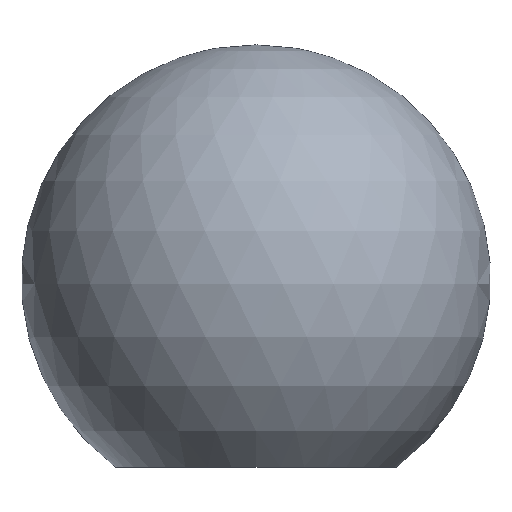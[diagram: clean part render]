
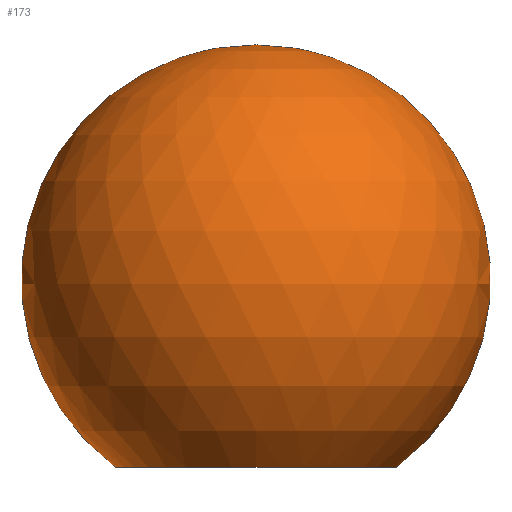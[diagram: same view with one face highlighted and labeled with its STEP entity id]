
A CAD part, front view. The second image highlights one B-rep face of the part: STEP entity #173.
In plain terms, the highlighted spherical face has radius 12.5 mm.
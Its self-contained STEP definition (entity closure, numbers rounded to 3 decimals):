
#101=EDGE_CURVE('',#189,#109,#234,.T.);
#109=VERTEX_POINT('',#243);
#143=EDGE_CURVE('',#161,#109,#283,.T.);
#151=EDGE_CURVE('',#161,#189,#291,.T.);
#161=VERTEX_POINT('',#301);
#173=ADVANCED_FACE('',(#315),#316,.T.);
#189=VERTEX_POINT('',#334);
#234=CIRCLE('',#377,12.5);
#243=CARTESIAN_POINT('',(-7.5,0.,0.));
#283=CIRCLE('',#436,7.5);
#291=CIRCLE('',#448,12.5);
#301=CARTESIAN_POINT('',(7.5,0.,0.));
#315=FACE_OUTER_BOUND('',#479,.T.);
#316=SPHERICAL_SURFACE('',#480,12.5);
#334=CARTESIAN_POINT('',(0.,0.,22.5));
#377=AXIS2_PLACEMENT_3D('',#543,#544,#545);
#436=AXIS2_PLACEMENT_3D('',#601,#602,#603);
#448=AXIS2_PLACEMENT_3D('',#613,#614,#615);
#479=EDGE_LOOP('',(#643,#644,#645));
#480=AXIS2_PLACEMENT_3D('',#646,#647,#648);
#543=CARTESIAN_POINT('',(0.,0.,10.));
#544=DIRECTION('',(0.,-1.0,0.0));
#545=DIRECTION('',(0.0,0.0,1.0));
#601=CARTESIAN_POINT('',(0.,0.,0.));
#602=DIRECTION('',(0.0,0.0,-1.0));
#603=DIRECTION('',(1.0,0.,0.0));
#613=CARTESIAN_POINT('',(0.,0.,10.));
#614=DIRECTION('',(0.,-1.0,0.0));
#615=DIRECTION('',(0.0,0.0,1.0));
#643=ORIENTED_EDGE('',*,*,#101,.T.);
#644=ORIENTED_EDGE('',*,*,#143,.F.);
#645=ORIENTED_EDGE('',*,*,#151,.T.);
#646=CARTESIAN_POINT('',(0.,0.,10.));
#647=DIRECTION('',(0.0,0.0,-1.0));
#648=DIRECTION('',(-1.0,0.0,0.0));
